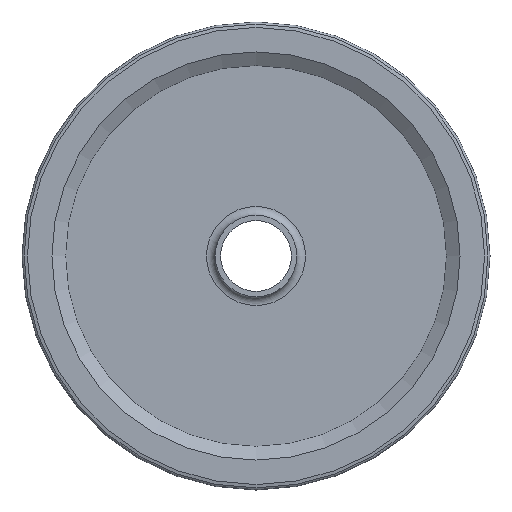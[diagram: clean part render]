
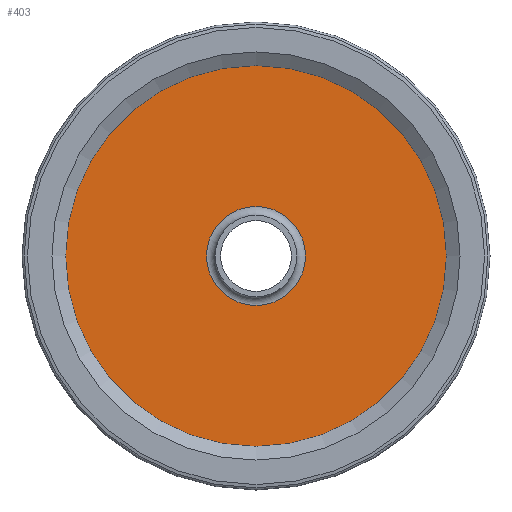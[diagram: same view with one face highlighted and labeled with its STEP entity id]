
A CAD part, left-side view. The second image highlights one B-rep face of the part: STEP entity #403.
In plain terms, the highlighted planar face has unit normal (-1, 0, 0).
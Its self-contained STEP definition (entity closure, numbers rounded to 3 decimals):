
#17 = CARTESIAN_POINT ( 'NONE',  ( -15.5, 0., 91. ) ) ;
#19 = EDGE_CURVE ( 'NONE', #91, #91, #165, .T. ) ;
#29 = DIRECTION ( 'NONE',  ( 1., 0., 0. ) ) ;
#38 = VERTEX_POINT ( 'NONE', #17 ) ;
#91 = VERTEX_POINT ( 'NONE', #381 ) ;
#108 = CARTESIAN_POINT ( 'NONE',  ( -15.5, 91., 0. ) ) ;
#117 = PLANE ( 'NONE',  #362 ) ;
#151 = ORIENTED_EDGE ( 'NONE', *, *, #19, .T. ) ;
#165 = CIRCLE ( 'NONE', #518, 350. ) ;
#177 = EDGE_CURVE ( 'NONE', #38, #38, #245, .T. ) ;
#209 = DIRECTION ( 'NONE',  ( 0., 0., 1. ) ) ;
#229 = DIRECTION ( 'NONE',  ( 0., 0., 1. ) ) ;
#245 = CIRCLE ( 'NONE', #459, 91. ) ;
#324 = DIRECTION ( 'NONE',  ( -1., 0., 0. ) ) ;
#328 = FACE_OUTER_BOUND ( 'NONE', #388, .T. ) ;
#347 = EDGE_LOOP ( 'NONE', ( #380 ) ) ;
#362 = AXIS2_PLACEMENT_3D ( 'NONE', #108, #29, #371 ) ;
#371 = DIRECTION ( 'NONE',  ( 0., 0., -1. ) ) ;
#380 = ORIENTED_EDGE ( 'NONE', *, *, #177, .F. ) ;
#381 = CARTESIAN_POINT ( 'NONE',  ( -15.5, 0., 350. ) ) ;
#388 = EDGE_LOOP ( 'NONE', ( #151 ) ) ;
#403 = ADVANCED_FACE ( 'NONE', ( #409, #328 ), #117, .F. ) ;
#409 = FACE_BOUND ( 'NONE', #347, .T. ) ;
#459 = AXIS2_PLACEMENT_3D ( 'NONE', #530, #482, #209 ) ;
#482 = DIRECTION ( 'NONE',  ( -1., 0., 0. ) ) ;
#512 = CARTESIAN_POINT ( 'NONE',  ( -15.5, 0., 0. ) ) ;
#518 = AXIS2_PLACEMENT_3D ( 'NONE', #512, #324, #229 ) ;
#530 = CARTESIAN_POINT ( 'NONE',  ( -15.5, 0., 0. ) ) ;
